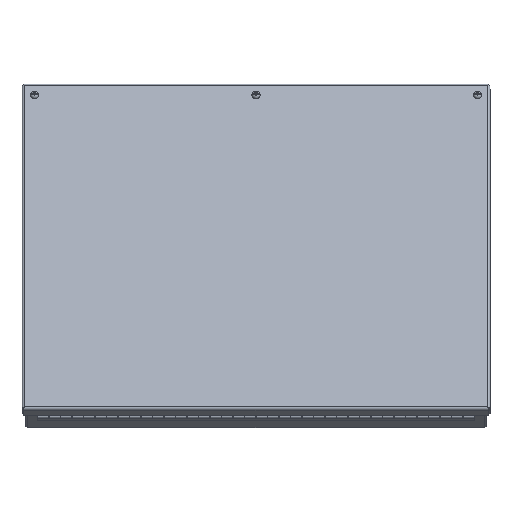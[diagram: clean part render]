
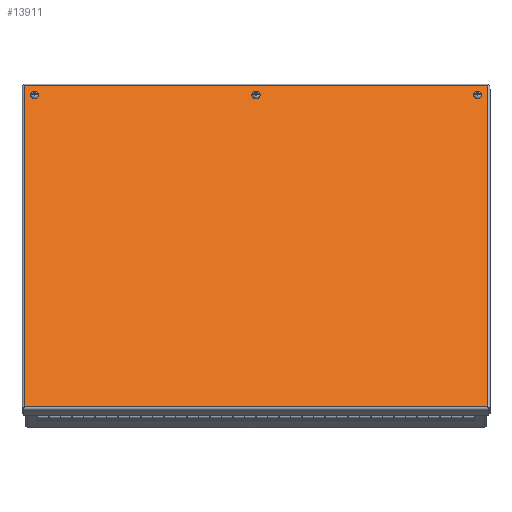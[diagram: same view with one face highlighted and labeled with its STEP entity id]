
A CAD part, front view. The second image highlights one B-rep face of the part: STEP entity #13911.
In plain terms, the highlighted planar face has unit normal (0, -0.866, 0.5).
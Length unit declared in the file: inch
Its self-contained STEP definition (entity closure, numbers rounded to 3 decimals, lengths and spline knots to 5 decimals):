
#32 = EDGE_CURVE ( 'NONE', #7768, #6363, #9212, .T. ) ;
#175 = CARTESIAN_POINT ( 'NONE',  ( 0., -3.53927, 14.45838 ) ) ;
#292 = DIRECTION ( 'NONE',  ( 0., 0.866, -0.5 ) ) ;
#402 = DIRECTION ( 'NONE',  ( 0., -0.5, -0.866 ) ) ;
#426 = ORIENTED_EDGE ( 'NONE', *, *, #10809, .T. ) ;
#545 = DIRECTION ( 'NONE',  ( 0., 0.866, -0.5 ) ) ;
#1204 = AXIS2_PLACEMENT_3D ( 'NONE', #19179, #23081, #19530 ) ;
#1391 = CARTESIAN_POINT ( 'NONE',  ( 9.625, -3.47677, 14.56663 ) ) ;
#1475 = DIRECTION ( 'NONE',  ( -1., 0., 0. ) ) ;
#2315 = DIRECTION ( 'NONE',  ( 0., 0.5, 0.866 ) ) ;
#2474 = EDGE_LOOP ( 'NONE', ( #19852, #5052 ) ) ;
#2742 = CARTESIAN_POINT ( 'NONE',  ( -9.625, -3.60177, 14.35013 ) ) ;
#2995 = CARTESIAN_POINT ( 'NONE',  ( 0., -3.60177, 14.35013 ) ) ;
#3390 = FACE_BOUND ( 'NONE', #2474, .T. ) ;
#3576 = DIRECTION ( 'NONE',  ( 0., 0.866, -0.5 ) ) ;
#3800 = DIRECTION ( 'NONE',  ( 0., 0.5, 0.866 ) ) ;
#3872 = FACE_OUTER_BOUND ( 'NONE', #6207, .T. ) ;
#4170 = EDGE_CURVE ( 'NONE', #10145, #9060, #18580, .T. ) ;
#4223 = AXIS2_PLACEMENT_3D ( 'NONE', #11602, #545, #18829 ) ;
#4574 = AXIS2_PLACEMENT_3D ( 'NONE', #175, #292, #21907 ) ;
#5052 = ORIENTED_EDGE ( 'NONE', *, *, #12639, .T. ) ;
#5358 = CIRCLE ( 'NONE', #4223, 0.125 ) ;
#5396 = ORIENTED_EDGE ( 'NONE', *, *, #32, .F. ) ;
#5778 = CARTESIAN_POINT ( 'NONE',  ( -9.625, -3.53927, 14.45838 ) ) ;
#6207 = EDGE_LOOP ( 'NONE', ( #12650, #16680, #5396, #21073 ) ) ;
#6363 = VERTEX_POINT ( 'NONE', #14566 ) ;
#6779 = VERTEX_POINT ( 'NONE', #13718 ) ;
#7084 = FACE_BOUND ( 'NONE', #12975, .T. ) ;
#7108 = CARTESIAN_POINT ( 'NONE',  ( -10.0635, -3.29627, 14.87927 ) ) ;
#7247 = EDGE_CURVE ( 'NONE', #15714, #6779, #8989, .T. ) ;
#7768 = VERTEX_POINT ( 'NONE', #15413 ) ;
#8807 = CIRCLE ( 'NONE', #1204, 0.125 ) ;
#8989 = CIRCLE ( 'NONE', #21110, 0.125 ) ;
#9060 = VERTEX_POINT ( 'NONE', #7108 ) ;
#9212 = LINE ( 'NONE', #21895, #15975 ) ;
#9222 = DIRECTION ( 'NONE',  ( 0., -0.5, -0.866 ) ) ;
#9307 = LINE ( 'NONE', #20554, #15269 ) ;
#9453 = CARTESIAN_POINT ( 'NONE',  ( -10.0635, -11.41377, 0.81935 ) ) ;
#10145 = VERTEX_POINT ( 'NONE', #13211 ) ;
#10264 = ORIENTED_EDGE ( 'NONE', *, *, #13599, .T. ) ;
#10809 = EDGE_CURVE ( 'NONE', #21888, #15663, #20497, .T. ) ;
#10924 = DIRECTION ( 'NONE',  ( 0., 0.866, -0.5 ) ) ;
#10938 = CARTESIAN_POINT ( 'NONE',  ( 9.625, -3.53927, 14.45838 ) ) ;
#11412 = CIRCLE ( 'NONE', #21261, 0.125 ) ;
#11602 = CARTESIAN_POINT ( 'NONE',  ( -9.625, -3.53927, 14.45838 ) ) ;
#11979 = EDGE_CURVE ( 'NONE', #15663, #21888, #11412, .T. ) ;
#12475 = EDGE_LOOP ( 'NONE', ( #21524, #10264 ) ) ;
#12639 = EDGE_CURVE ( 'NONE', #6779, #15714, #8807, .T. ) ;
#12650 = ORIENTED_EDGE ( 'NONE', *, *, #4170, .F. ) ;
#12723 = DIRECTION ( 'NONE',  ( 0., 0.5, 0.866 ) ) ;
#12825 = VERTEX_POINT ( 'NONE', #2742 ) ;
#12894 = DIRECTION ( 'NONE',  ( 0., 0.866, -0.5 ) ) ;
#12897 = VECTOR ( 'NONE', #2315, 39.37008 ) ;
#12975 = EDGE_LOOP ( 'NONE', ( #14890, #426 ) ) ;
#13060 = CARTESIAN_POINT ( 'NONE',  ( 0., -3.53927, 14.45838 ) ) ;
#13211 = CARTESIAN_POINT ( 'NONE',  ( -10.0635, -11.35977, 0.91288 ) ) ;
#13321 = AXIS2_PLACEMENT_3D ( 'NONE', #16335, #12894, #9222 ) ;
#13599 = EDGE_CURVE ( 'NONE', #12825, #19423, #5358, .T. ) ;
#13718 = CARTESIAN_POINT ( 'NONE',  ( 9.625, -3.60177, 14.35013 ) ) ;
#13775 = CARTESIAN_POINT ( 'NONE',  ( -9.625, -3.47677, 14.56663 ) ) ;
#13911 = ADVANCED_FACE ( 'NONE', ( #23319, #3390, #3872, #7084 ), #14328, .F. ) ;
#13939 = CIRCLE ( 'NONE', #14695, 0.125 ) ;
#14328 = PLANE ( 'NONE',  #13321 ) ;
#14566 = CARTESIAN_POINT ( 'NONE',  ( 10.0635, -11.35977, 0.91288 ) ) ;
#14695 = AXIS2_PLACEMENT_3D ( 'NONE', #5778, #18471, #22139 ) ;
#14890 = ORIENTED_EDGE ( 'NONE', *, *, #11979, .T. ) ;
#15232 = EDGE_CURVE ( 'NONE', #9060, #7768, #9307, .T. ) ;
#15269 = VECTOR ( 'NONE', #20326, 39.37008 ) ;
#15413 = CARTESIAN_POINT ( 'NONE',  ( 10.0635, -3.29627, 14.87927 ) ) ;
#15663 = VERTEX_POINT ( 'NONE', #18614 ) ;
#15714 = VERTEX_POINT ( 'NONE', #1391 ) ;
#15975 = VECTOR ( 'NONE', #402, 39.37008 ) ;
#16184 = EDGE_CURVE ( 'NONE', #6363, #10145, #17746, .T. ) ;
#16335 = CARTESIAN_POINT ( 'NONE',  ( 10.1715, -11.41377, 0.81935 ) ) ;
#16680 = ORIENTED_EDGE ( 'NONE', *, *, #16184, .F. ) ;
#17746 = LINE ( 'NONE', #19161, #20600 ) ;
#18471 = DIRECTION ( 'NONE',  ( 0., 0.866, -0.5 ) ) ;
#18580 = LINE ( 'NONE', #9453, #12897 ) ;
#18614 = CARTESIAN_POINT ( 'NONE',  ( 0., -3.47677, 14.56663 ) ) ;
#18829 = DIRECTION ( 'NONE',  ( 0., 0.5, 0.866 ) ) ;
#19161 = CARTESIAN_POINT ( 'NONE',  ( 10.1715, -11.35977, 0.91288 ) ) ;
#19179 = CARTESIAN_POINT ( 'NONE',  ( 9.625, -3.53927, 14.45838 ) ) ;
#19423 = VERTEX_POINT ( 'NONE', #13775 ) ;
#19530 = DIRECTION ( 'NONE',  ( 0., 0.5, 0.866 ) ) ;
#19852 = ORIENTED_EDGE ( 'NONE', *, *, #7247, .T. ) ;
#20075 = EDGE_CURVE ( 'NONE', #19423, #12825, #13939, .T. ) ;
#20326 = DIRECTION ( 'NONE',  ( 1., 0., 0. ) ) ;
#20497 = CIRCLE ( 'NONE', #4574, 0.125 ) ;
#20554 = CARTESIAN_POINT ( 'NONE',  ( 10.1715, -3.29627, 14.87927 ) ) ;
#20600 = VECTOR ( 'NONE', #1475, 39.37008 ) ;
#21073 = ORIENTED_EDGE ( 'NONE', *, *, #15232, .F. ) ;
#21110 = AXIS2_PLACEMENT_3D ( 'NONE', #10938, #3576, #12723 ) ;
#21261 = AXIS2_PLACEMENT_3D ( 'NONE', #13060, #10924, #3800 ) ;
#21524 = ORIENTED_EDGE ( 'NONE', *, *, #20075, .T. ) ;
#21888 = VERTEX_POINT ( 'NONE', #2995 ) ;
#21895 = CARTESIAN_POINT ( 'NONE',  ( 10.0635, -11.41377, 0.81935 ) ) ;
#21907 = DIRECTION ( 'NONE',  ( 0., 0.5, 0.866 ) ) ;
#22139 = DIRECTION ( 'NONE',  ( 0., 0.5, 0.866 ) ) ;
#23081 = DIRECTION ( 'NONE',  ( 0., 0.866, -0.5 ) ) ;
#23319 = FACE_BOUND ( 'NONE', #12475, .T. ) ;
